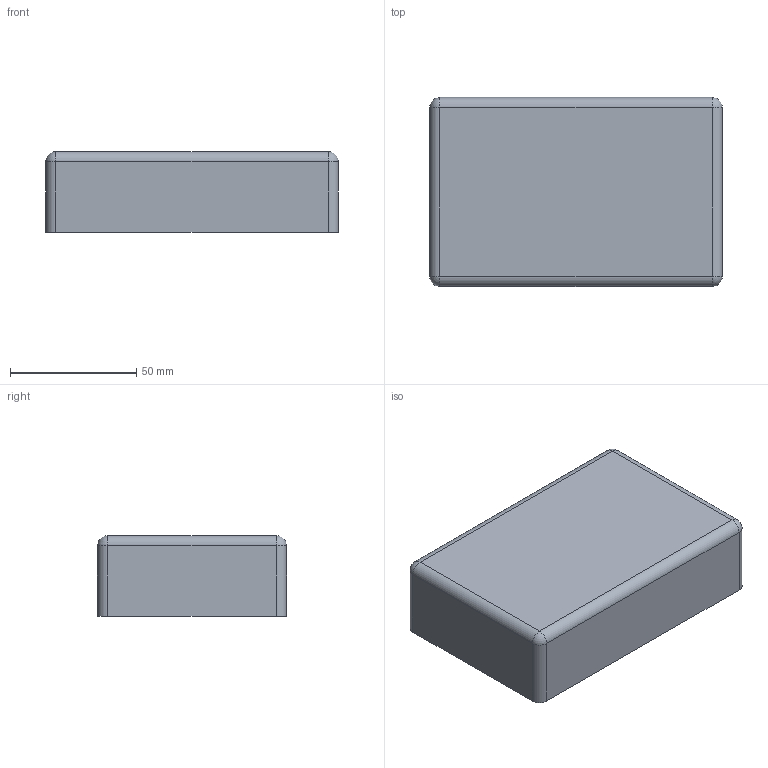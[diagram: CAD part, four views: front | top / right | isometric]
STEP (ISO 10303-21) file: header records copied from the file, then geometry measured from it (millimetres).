
FILE_DESCRIPTION(('FreeCAD Model'),'2;1');
FILE_NAME('Open CASCADE Shape Model','2024-07-08T00:27:49',('Author'),( ''),'Open CASCADE STEP processor 7.6','FreeCAD','Unknown');
FILE_SCHEMA(('AUTOMOTIVE_DESIGN { 1 0 10303 214 1 1 1 1 }'));
Length unit declared in the file: millimetre
Products named in the file (1): Body
Bounding box: 116 x 75 x 32 mm (x, y, z)
Volume: 41742 mm3; surface area: 44046 mm2
Topology: 1 solids, 1 shells, 68 faces, 140 edges, 80 vertices
Faces by surface type: cylinder 32, plane 28, sphere 8
Full cylindrical faces by diameter (mm): 3 x6, 6 x6
Entity records: 1750 total; most frequent: DIRECTION 334, CARTESIAN_POINT 281, ORIENTED_EDGE 264, AXIS2_PLACEMENT_3D 133, EDGE_CURVE 132, FACE_BOUND 82, EDGE_LOOP 82, VERTEX_POINT 80
